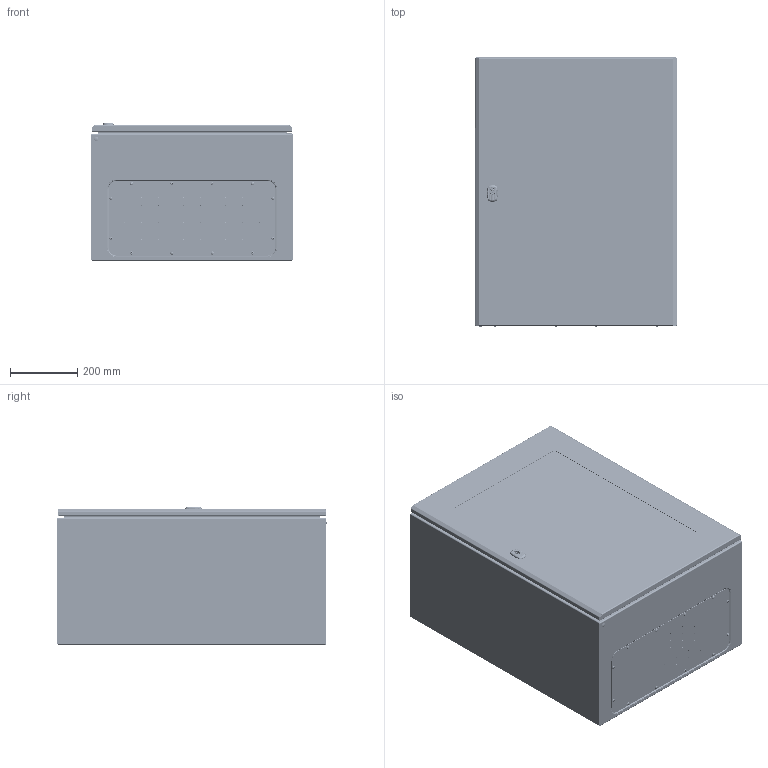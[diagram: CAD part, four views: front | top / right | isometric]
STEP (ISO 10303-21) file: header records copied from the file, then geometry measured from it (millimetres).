
FILE_DESCRIPTION(('STEP AP242'),'1');
FILE_NAME('nsyvdm16u4p.stp','2021-09-26T12:42:29',('TraceParts'),('TraceParts S.A.'),'Spatial InterOp 3D',' ',' ');
FILE_SCHEMA(('AP242_MANAGED_MODEL_BASED_3D_ENGINEERING_MIM_LF {1 0 10303 442 1 1 4}'));
Length unit declared in the file: millimetre
Products named in the file (1): nsyvdm16u4p_1
Bounding box: 600 x 801.2 x 410.7 mm (x, y, z)
Volume: 5185241.1 mm3; surface area: 5570666 mm2
Topology: 79 solids, 79 shells, 7251 faces, 18924 edges, 11638 vertices
Faces by surface type: plane 3163, cylinder 1232, cone 1208, bspline 782, torus 727, sphere 130, extrusion 5, revolution 4
Entity records: 272833 total; most frequent: CARTESIAN_POINT 101955, ORIENTED_EDGE 36864, DIRECTION 33441, EDGE_CURVE 18432, AXIS2_PLACEMENT_3D 12148, VERTEX_POINT 11638, VECTOR 9141, LINE 9136
